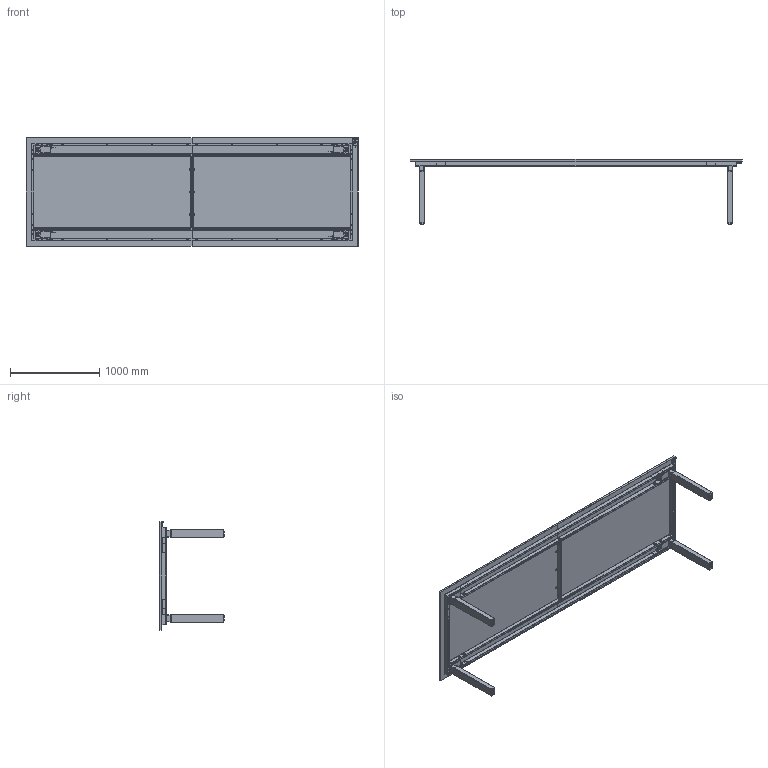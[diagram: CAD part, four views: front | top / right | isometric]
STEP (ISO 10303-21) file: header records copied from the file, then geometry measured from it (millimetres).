
FILE_DESCRIPTION (( 'STEP AP203' ), '1' );
FILE_NAME ('NARROW-WIDE DOWN 3715 - HIGH END by Swedstyle_564002XXG-1.STEP', '2021-03-09T15:32:09', ( '' ), ( '' ), 'SwSTEP 2.0', 'SolidWorks 2019', '' );
FILE_SCHEMA (( 'CONFIG_CONTROL_DESIGN' ));
Length unit declared in the file: millimetre
Products named in the file (3): Skiva inkl. bordskontroll - Narrow-Wide Down 3715 HIGH END; Narrow Wide Down 3715, +50mm, exkl. skiva - HIGH END; NARROW-WIDE DOWN 3715 - HIGH END by Swedstyle_564002XXG-1
Assembly tree (2 placements, depth 2):
  NARROW-WIDE DOWN 3715 - HIGH END by Swedstyle_564002XXG-1
    Narrow Wide Down 3715, +50mm, exkl. skiva - HIGH END
    Skiva inkl. bordskontroll - Narrow-Wide Down 3715 HIGH END
Bounding box: 3715 x 727.6 x 1215.03 mm (x, y, z)
Surface area: 14663538.1 mm2 (no closed solid volume)
Topology: 0 solids, 296 shells, 1281 faces, 5884 edges, 4763 vertices
Faces by surface type: cylinder 561, plane 547, sphere 82, cone 39, torus 36, bspline 16
Entity records: 61980 total; most frequent: CARTESIAN_POINT 13413, DIRECTION 10691, ORIENTED_EDGE 7736, EDGE_CURVE 5868, VERTEX_POINT 4763, AXIS2_PLACEMENT_3D 3805, LINE 3081, VECTOR 3081
